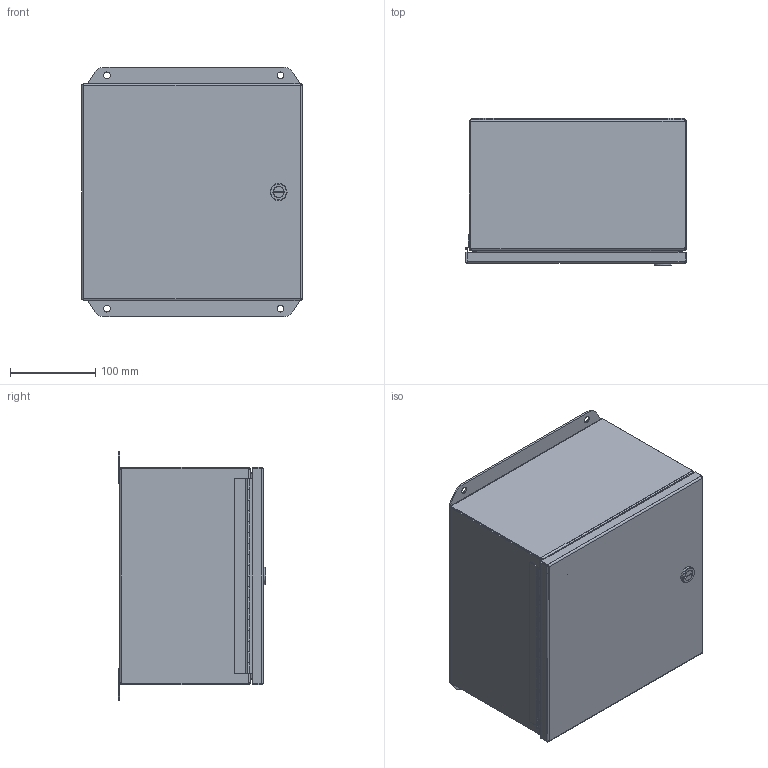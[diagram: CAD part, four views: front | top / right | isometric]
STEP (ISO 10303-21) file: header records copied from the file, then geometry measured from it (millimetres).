
FILE_DESCRIPTION (( 'STEP AP203' ), '1' );
FILE_NAME ('EJ10106S16_Default.step', '2019-11-13T19:56:06', ( '' ), ( '' ), 'SwSTEP 2.0', 'SolidWorks 2019', '' );
FILE_SCHEMA (( 'CONFIG_CONTROL_DESIGN' ));
Length unit declared in the file: inch
Products named in the file (1): EJ10106S16_Default
Bounding box: 258.2 x 172.86 x 292.1 mm (x, y, z)
Volume: 645600.7 mm3; surface area: 840781.7 mm2
Topology: 16 solids, 17 shells, 596 faces, 1484 edges, 921 vertices
Faces by surface type: plane 310, cylinder 206, bspline 44, cone 36
Entity records: 20223 total; most frequent: CARTESIAN_POINT 6078, ORIENTED_EDGE 2944, DIRECTION 2862, EDGE_CURVE 1472, VECTOR 964, LINE 964, AXIS2_PLACEMENT_3D 949, VERTEX_POINT 921
